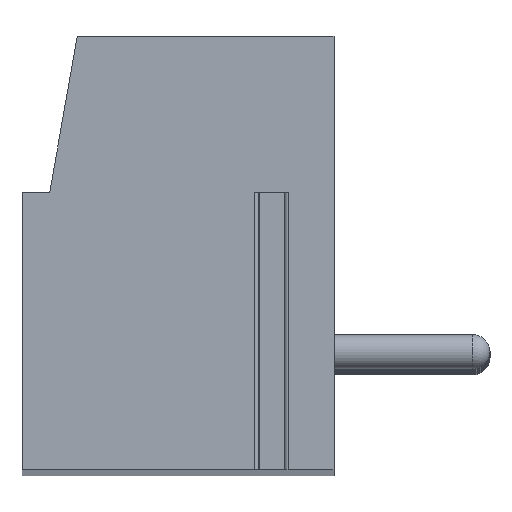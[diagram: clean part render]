
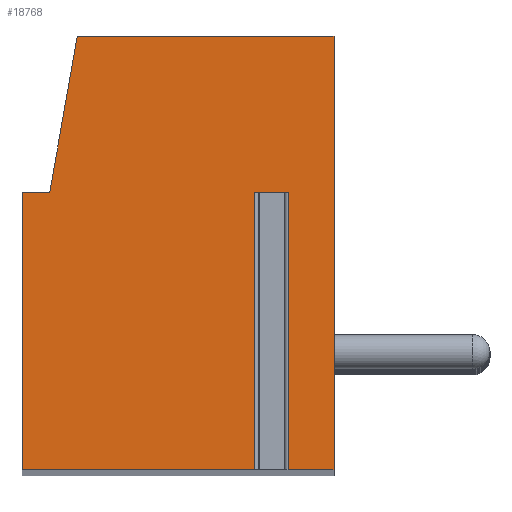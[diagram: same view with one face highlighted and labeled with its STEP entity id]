
A CAD part, top view. The second image highlights one B-rep face of the part: STEP entity #18768.
In plain terms, the highlighted planar face has unit normal (0, 0, 1).
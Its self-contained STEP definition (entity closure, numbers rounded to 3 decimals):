
#13=DIRECTION('',(-1.,0.,0.));
#14=VECTOR('',#13,0.958);
#15=CARTESIAN_POINT('',(3.179,1.75,97.5));
#16=LINE('',#15,#14);
#17=DIRECTION('',(0.,-1.,0.));
#18=VECTOR('',#17,8.);
#19=CARTESIAN_POINT('',(2.221,1.75,97.5));
#20=LINE('',#19,#18);
#21=DIRECTION('',(1.,0.,0.));
#22=VECTOR('',#21,6.721);
#23=CARTESIAN_POINT('',(-4.5,-6.25,97.5));
#24=LINE('',#23,#22);
#25=DIRECTION('',(0.,-1.,0.));
#26=VECTOR('',#25,8.);
#27=CARTESIAN_POINT('',(-4.5,1.75,97.5));
#28=LINE('',#27,#26);
#29=DIRECTION('',(-1.,0.,0.));
#30=VECTOR('',#29,0.8);
#31=CARTESIAN_POINT('',(-3.7,1.75,97.5));
#32=LINE('',#31,#30);
#33=DIRECTION('',(-0.174,-0.985,0.));
#34=VECTOR('',#33,4.569);
#35=CARTESIAN_POINT('',(-2.907,6.25,97.5));
#36=LINE('',#35,#34);
#37=DIRECTION('',(-1.,0.,0.));
#38=VECTOR('',#37,7.407);
#39=CARTESIAN_POINT('',(4.5,6.25,97.5));
#40=LINE('',#39,#38);
#41=DIRECTION('',(0.,1.,0.));
#42=VECTOR('',#41,12.5);
#43=CARTESIAN_POINT('',(4.5,-6.25,97.5));
#44=LINE('',#43,#42);
#45=DIRECTION('',(1.,0.,0.));
#46=VECTOR('',#45,1.321);
#47=CARTESIAN_POINT('',(3.179,-6.25,97.5));
#48=LINE('',#47,#46);
#49=DIRECTION('',(0.,-1.,0.));
#50=VECTOR('',#49,8.);
#51=CARTESIAN_POINT('',(3.179,1.75,97.5));
#52=LINE('',#51,#50);
#14855=CARTESIAN_POINT('',(-2.907,6.25,97.5));
#14856=CARTESIAN_POINT('',(-3.7,1.75,97.5));
#14857=VERTEX_POINT('',#14855);
#14858=VERTEX_POINT('',#14856);
#14859=CARTESIAN_POINT('',(-4.5,1.75,97.5));
#14860=VERTEX_POINT('',#14859);
#14861=CARTESIAN_POINT('',(-4.5,-6.25,97.5));
#14862=VERTEX_POINT('',#14861);
#14863=CARTESIAN_POINT('',(4.5,-6.25,97.5));
#14864=CARTESIAN_POINT('',(4.5,6.25,97.5));
#14865=VERTEX_POINT('',#14863);
#14866=VERTEX_POINT('',#14864);
#14923=CARTESIAN_POINT('',(3.179,1.75,97.5));
#14924=CARTESIAN_POINT('',(2.221,1.75,97.5));
#14925=VERTEX_POINT('',#14923);
#14926=VERTEX_POINT('',#14924);
#14927=CARTESIAN_POINT('',(3.179,-6.25,97.5));
#14928=VERTEX_POINT('',#14927);
#14929=CARTESIAN_POINT('',(2.221,-6.25,97.5));
#14930=VERTEX_POINT('',#14929);
#18741=CARTESIAN_POINT('',(0.,0.,97.5));
#18742=DIRECTION('',(0.,0.,1.));
#18743=DIRECTION('',(1.,0.,0.));
#18744=AXIS2_PLACEMENT_3D('',#18741,#18742,#18743);
#18745=PLANE('',#18744);
#18747=ORIENTED_EDGE('',*,*,#18746,.T.);
#18749=ORIENTED_EDGE('',*,*,#18748,.T.);
#18751=ORIENTED_EDGE('',*,*,#18750,.F.);
#18753=ORIENTED_EDGE('',*,*,#18752,.F.);
#18755=ORIENTED_EDGE('',*,*,#18754,.F.);
#18757=ORIENTED_EDGE('',*,*,#18756,.F.);
#18759=ORIENTED_EDGE('',*,*,#18758,.F.);
#18761=ORIENTED_EDGE('',*,*,#18760,.F.);
#18763=ORIENTED_EDGE('',*,*,#18762,.F.);
#18765=ORIENTED_EDGE('',*,*,#18764,.F.);
#18766=EDGE_LOOP('',(#18747,#18749,#18751,#18753,#18755,#18757,#18759,#18761,
#18763,#18765));
#18767=FACE_OUTER_BOUND('',#18766,.F.);
#18746=EDGE_CURVE('',#14925,#14926,#16,.T.);
#18748=EDGE_CURVE('',#14926,#14930,#20,.T.);
#18750=EDGE_CURVE('',#14862,#14930,#24,.T.);
#18752=EDGE_CURVE('',#14860,#14862,#28,.T.);
#18754=EDGE_CURVE('',#14858,#14860,#32,.T.);
#18756=EDGE_CURVE('',#14857,#14858,#36,.T.);
#18758=EDGE_CURVE('',#14866,#14857,#40,.T.);
#18760=EDGE_CURVE('',#14865,#14866,#44,.T.);
#18762=EDGE_CURVE('',#14928,#14865,#48,.T.);
#18764=EDGE_CURVE('',#14925,#14928,#52,.T.);
#18768=ADVANCED_FACE('',(#18767),#18745,.T.);
